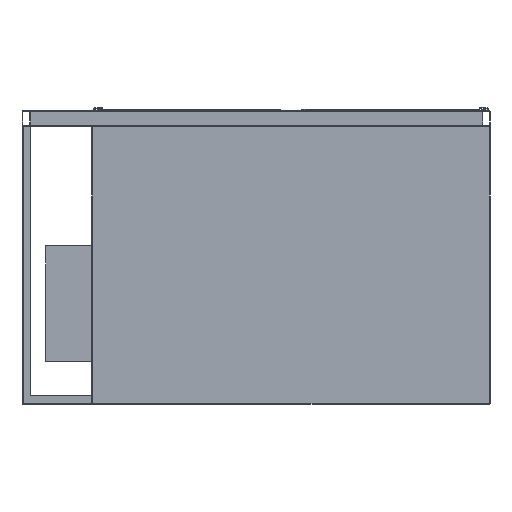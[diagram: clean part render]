
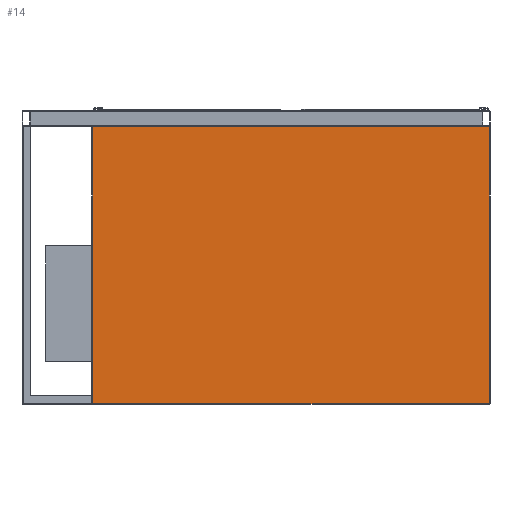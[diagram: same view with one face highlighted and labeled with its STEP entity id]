
A CAD part, front view. The second image highlights one B-rep face of the part: STEP entity #14.
In plain terms, the highlighted planar face has unit normal (0, -1, 0).
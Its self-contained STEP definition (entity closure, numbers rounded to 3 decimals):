
#14 = ADVANCED_FACE ( 'Fl�che8', ( #3758 ), #8257, .T. ) ;
#156 = ORIENTED_EDGE ( 'NONE', *, *, #10028, .T. ) ;
#648 = DIRECTION ( 'NONE',  ( -1., 0., 0. ) ) ;
#1060 = CARTESIAN_POINT ( 'NONE',  ( 513., -255., -758. ) ) ;
#1166 = DIRECTION ( 'NONE',  ( 1., 0., 0. ) ) ;
#1223 = ORIENTED_EDGE ( 'NONE', *, *, #14200, .T. ) ;
#1313 = CARTESIAN_POINT ( 'NONE',  ( -513., -255., -760. ) ) ;
#2106 = CARTESIAN_POINT ( 'NONE',  ( -515., -255., -760. ) ) ;
#3389 = CARTESIAN_POINT ( 'NONE',  ( -515., -255., -42. ) ) ;
#3660 = DIRECTION ( 'NONE',  ( 0., -1., 0. ) ) ;
#3758 = FACE_OUTER_BOUND ( 'NONE', #14504, .T. ) ;
#3788 = VERTEX_POINT ( 'NONE', #12206 ) ;
#4493 = LINE ( 'NONE', #11617, #12697 ) ;
#5566 = CARTESIAN_POINT ( 'NONE',  ( 513., -255., -760. ) ) ;
#6576 = VECTOR ( 'NONE', #648, 1000. ) ;
#7177 = EDGE_CURVE ( 'NONE', #7944, #11843, #4493, .T. ) ;
#7500 = AXIS2_PLACEMENT_3D ( 'NONE', #2106, #3660, #7974 ) ;
#7944 = VERTEX_POINT ( 'NONE', #16383 ) ;
#7974 = DIRECTION ( 'NONE',  ( 0., 0., -1. ) ) ;
#8257 = PLANE ( 'NONE',  #7500 ) ;
#8345 = VECTOR ( 'NONE', #17719, 1000. ) ;
#10028 = EDGE_CURVE ( 'NONE', #16171, #7944, #15971, .T. ) ;
#11507 = DIRECTION ( 'NONE',  ( 0., 0., 1. ) ) ;
#11617 = CARTESIAN_POINT ( 'NONE',  ( -515., -255., -758. ) ) ;
#11843 = VERTEX_POINT ( 'NONE', #1060 ) ;
#12206 = CARTESIAN_POINT ( 'NONE',  ( 513., -255., -42. ) ) ;
#12697 = VECTOR ( 'NONE', #1166, 1000. ) ;
#13123 = ORIENTED_EDGE ( 'NONE', *, *, #7177, .T. ) ;
#14037 = LINE ( 'NONE', #3389, #6576 ) ;
#14200 = EDGE_CURVE ( 'NONE', #3788, #16171, #14037, .T. ) ;
#14504 = EDGE_LOOP ( 'NONE', ( #1223, #156, #13123, #16709 ) ) ;
#14810 = CARTESIAN_POINT ( 'NONE',  ( -513., -255., -42. ) ) ;
#15239 = EDGE_CURVE ( 'NONE', #11843, #3788, #18897, .T. ) ;
#15971 = LINE ( 'NONE', #1313, #8345 ) ;
#16171 = VERTEX_POINT ( 'NONE', #14810 ) ;
#16383 = CARTESIAN_POINT ( 'NONE',  ( -513., -255., -758. ) ) ;
#16709 = ORIENTED_EDGE ( 'NONE', *, *, #15239, .T. ) ;
#17490 = VECTOR ( 'NONE', #11507, 1000. ) ;
#17719 = DIRECTION ( 'NONE',  ( 0., 0., -1. ) ) ;
#18897 = LINE ( 'NONE', #5566, #17490 ) ;
